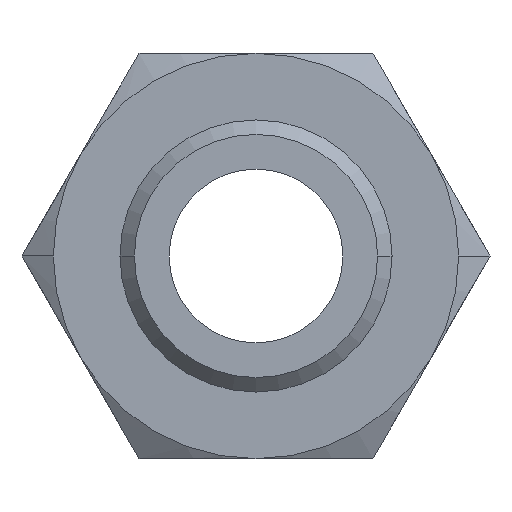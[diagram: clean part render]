
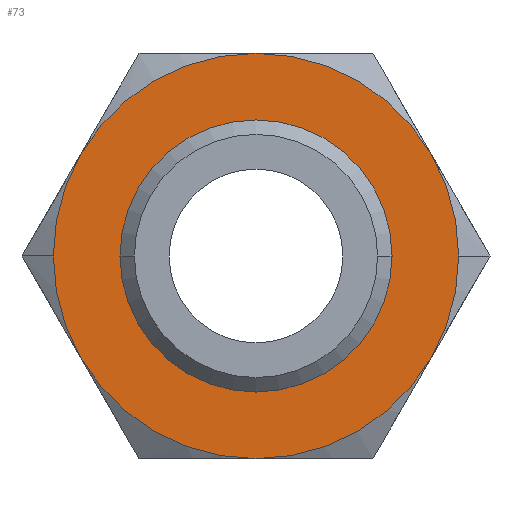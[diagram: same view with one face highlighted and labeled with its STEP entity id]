
A CAD part, front view. The second image highlights one B-rep face of the part: STEP entity #73.
In plain terms, the highlighted planar face has unit normal (0, -1, 0).
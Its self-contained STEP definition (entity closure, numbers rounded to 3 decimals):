
#73=ADVANCED_FACE('',(#180,#181),#182,.T.);
#180=FACE_OUTER_BOUND('',#319,.T.);
#181=FACE_BOUND('',#320,.T.);
#182=PLANE('',#321);
#319=EDGE_LOOP('',(#465,#466,#467,#468,#469,#470,#471,#472));
#320=EDGE_LOOP('',(#473,#474));
#321=AXIS2_PLACEMENT_3D('',#475,#476,#477);
#465=ORIENTED_EDGE('',*,*,#812,.T.);
#466=ORIENTED_EDGE('',*,*,#813,.T.);
#467=ORIENTED_EDGE('',*,*,#814,.T.);
#468=ORIENTED_EDGE('',*,*,#815,.T.);
#469=ORIENTED_EDGE('',*,*,#816,.T.);
#470=ORIENTED_EDGE('',*,*,#817,.T.);
#471=ORIENTED_EDGE('',*,*,#818,.T.);
#472=ORIENTED_EDGE('',*,*,#819,.T.);
#473=ORIENTED_EDGE('',*,*,#820,.F.);
#474=ORIENTED_EDGE('',*,*,#821,.F.);
#475=CARTESIAN_POINT('',(-3.5,10.5,0.0));
#476=DIRECTION('',(0.,-1.0,0.0));
#477=DIRECTION('',(-1.0,0.,0.0));
#812=EDGE_CURVE('',#958,#959,#960,.T.);
#813=EDGE_CURVE('',#959,#961,#962,.T.);
#814=EDGE_CURVE('',#961,#963,#964,.T.);
#815=EDGE_CURVE('',#963,#965,#966,.T.);
#816=EDGE_CURVE('',#965,#967,#968,.T.);
#817=EDGE_CURVE('',#967,#969,#970,.T.);
#818=EDGE_CURVE('',#969,#971,#972,.T.);
#819=EDGE_CURVE('',#971,#958,#973,.T.);
#820=EDGE_CURVE('',#974,#975,#976,.T.);
#821=EDGE_CURVE('',#975,#974,#977,.T.);
#958=VERTEX_POINT('',#1149);
#959=VERTEX_POINT('',#1150);
#960=CIRCLE('',#1151,7.0);
#961=VERTEX_POINT('',#1152);
#962=CIRCLE('',#1153,7.0);
#963=VERTEX_POINT('',#1154);
#964=CIRCLE('',#1155,7.0);
#965=VERTEX_POINT('',#1156);
#966=CIRCLE('',#1157,7.0);
#967=VERTEX_POINT('',#1158);
#968=CIRCLE('',#1159,7.0);
#969=VERTEX_POINT('',#1160);
#970=CIRCLE('',#1161,7.0);
#971=VERTEX_POINT('',#1162);
#972=CIRCLE('',#1163,7.0);
#973=CIRCLE('',#1164,7.0);
#974=VERTEX_POINT('',#1165);
#975=VERTEX_POINT('',#1166);
#976=CIRCLE('',#1167,4.7);
#977=CIRCLE('',#1168,4.7);
#1149=CARTESIAN_POINT('',(-6.062,10.5,3.5));
#1150=CARTESIAN_POINT('',(-7.0,10.5,0.));
#1151=AXIS2_PLACEMENT_3D('',#1503,#1504,#1505);
#1152=CARTESIAN_POINT('',(-6.062,10.5,-3.5));
#1153=AXIS2_PLACEMENT_3D('',#1506,#1507,#1508);
#1154=CARTESIAN_POINT('',(0.,10.5,-7.0));
#1155=AXIS2_PLACEMENT_3D('',#1509,#1510,#1511);
#1156=CARTESIAN_POINT('',(6.062,10.5,-3.5));
#1157=AXIS2_PLACEMENT_3D('',#1512,#1513,#1514);
#1158=CARTESIAN_POINT('',(7.0,10.5,0.));
#1159=AXIS2_PLACEMENT_3D('',#1515,#1516,#1517);
#1160=CARTESIAN_POINT('',(6.062,10.5,3.5));
#1161=AXIS2_PLACEMENT_3D('',#1518,#1519,#1520);
#1162=CARTESIAN_POINT('',(0.,10.5,7.0));
#1163=AXIS2_PLACEMENT_3D('',#1521,#1522,#1523);
#1164=AXIS2_PLACEMENT_3D('',#1524,#1525,#1526);
#1165=CARTESIAN_POINT('',(-4.7,10.5,0.));
#1166=CARTESIAN_POINT('',(4.7,10.5,0.));
#1167=AXIS2_PLACEMENT_3D('',#1527,#1528,#1529);
#1168=AXIS2_PLACEMENT_3D('',#1530,#1531,#1532);
#1503=CARTESIAN_POINT('',(0.,10.5,0.0));
#1504=DIRECTION('',(0.,-1.0,0.0));
#1505=DIRECTION('',(-1.0,0.,0.0));
#1506=CARTESIAN_POINT('',(0.,10.5,0.0));
#1507=DIRECTION('',(0.,-1.0,0.0));
#1508=DIRECTION('',(-1.0,0.,0.0));
#1509=CARTESIAN_POINT('',(0.,10.5,0.0));
#1510=DIRECTION('',(0.,-1.0,0.0));
#1511=DIRECTION('',(-1.0,0.,0.0));
#1512=CARTESIAN_POINT('',(0.,10.5,0.0));
#1513=DIRECTION('',(0.,-1.0,0.0));
#1514=DIRECTION('',(-1.0,0.,0.0));
#1515=CARTESIAN_POINT('',(0.,10.5,0.0));
#1516=DIRECTION('',(0.,-1.0,0.0));
#1517=DIRECTION('',(-1.0,0.,0.0));
#1518=CARTESIAN_POINT('',(0.,10.5,0.0));
#1519=DIRECTION('',(0.,-1.0,0.0));
#1520=DIRECTION('',(-1.0,0.,0.0));
#1521=CARTESIAN_POINT('',(0.,10.5,0.0));
#1522=DIRECTION('',(0.,-1.0,0.0));
#1523=DIRECTION('',(-1.0,0.,0.0));
#1524=CARTESIAN_POINT('',(0.,10.5,0.0));
#1525=DIRECTION('',(0.,-1.0,0.0));
#1526=DIRECTION('',(-1.0,0.,0.0));
#1527=CARTESIAN_POINT('',(0.0,10.5,0.0));
#1528=DIRECTION('',(0.,-1.0,0.0));
#1529=DIRECTION('',(1.0,0.,0.0));
#1530=CARTESIAN_POINT('',(0.0,10.5,0.0));
#1531=DIRECTION('',(0.,-1.0,0.0));
#1532=DIRECTION('',(1.0,0.,0.0));
